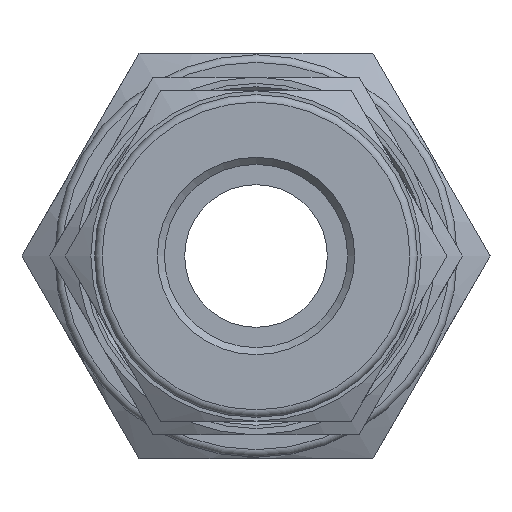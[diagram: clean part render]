
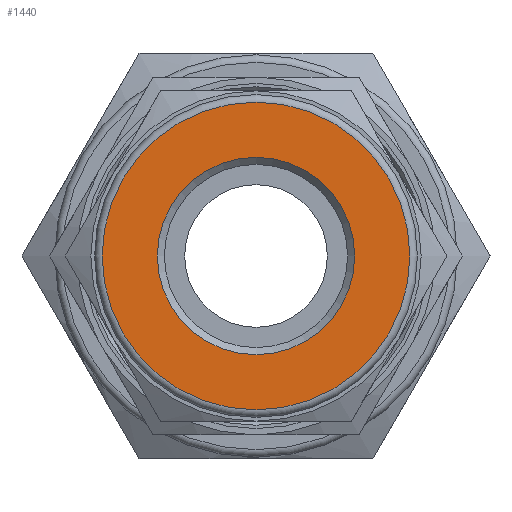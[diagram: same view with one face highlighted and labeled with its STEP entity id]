
A CAD part, left-side view. The second image highlights one B-rep face of the part: STEP entity #1440.
In plain terms, the highlighted planar face has unit normal (-1, 0, 0).
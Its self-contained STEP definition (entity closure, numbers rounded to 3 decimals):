
#32=FACE_BOUND('',#303,.T.);
#75=CIRCLE('',#1586,6.575);
#76=CIRCLE('',#1588,10.25);
#206=FACE_OUTER_BOUND('',#302,.T.);
#302=EDGE_LOOP('',(#1115));
#303=EDGE_LOOP('',(#1116));
#637=VERTEX_POINT('',#2385);
#638=VERTEX_POINT('',#2389);
#814=EDGE_CURVE('',#637,#637,#75,.T.);
#815=EDGE_CURVE('',#638,#638,#76,.T.);
#1115=ORIENTED_EDGE('',*,*,#815,.F.);
#1116=ORIENTED_EDGE('',*,*,#814,.T.);
#1376=PLANE('',#1587);
#1440=ADVANCED_FACE('',(#206,#32),#1376,.T.);
#1586=AXIS2_PLACEMENT_3D('',#2387,#1851,#1852);
#1587=AXIS2_PLACEMENT_3D('',#2388,#1853,#1854);
#1588=AXIS2_PLACEMENT_3D('',#2390,#1855,#1856);
#1851=DIRECTION('center_axis',(1.,0.,0.));
#1852=DIRECTION('ref_axis',(0.,0.,-1.));
#1853=DIRECTION('center_axis',(-1.,0.,0.));
#1854=DIRECTION('ref_axis',(0.,0.,1.));
#1855=DIRECTION('center_axis',(1.,0.,0.));
#1856=DIRECTION('ref_axis',(0.,0.,-1.));
#2385=CARTESIAN_POINT('',(2.253,-6.575,0.));
#2387=CARTESIAN_POINT('Origin',(2.253,0.,0.));
#2388=CARTESIAN_POINT('Origin',(2.253,10.25,0.));
#2389=CARTESIAN_POINT('',(2.253,0.,10.25));
#2390=CARTESIAN_POINT('Origin',(2.253,0.,0.));
